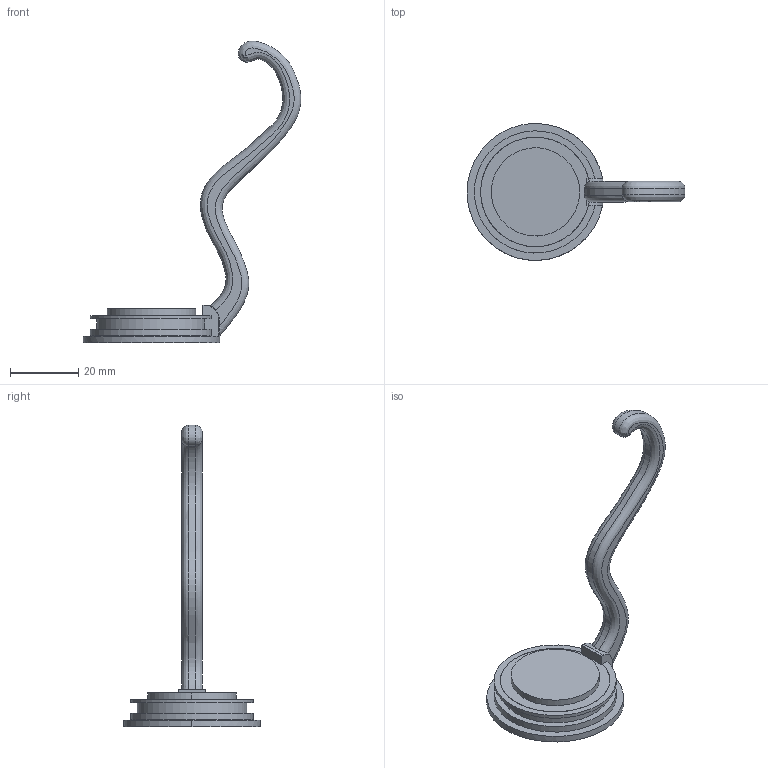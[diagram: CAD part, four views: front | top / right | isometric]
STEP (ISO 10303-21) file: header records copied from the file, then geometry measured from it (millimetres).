
FILE_DESCRIPTION(/* description */ (''),/* implementation_level */ '2;1');
FILE_NAME(/* name */ 'STE788F',/* time_stamp */ '2023-06-14T06:57:56+08:00',/* author */ (''),/* organization */ (''),/* preprocessor_version */ 'ST-DEVELOPER v16.5',/* originating_system */ '',/* authorisation */ '');
FILE_SCHEMA (('CONFIG_CONTROL_DESIGN'));
Length unit declared in the file: millimetre
Products named in the file (1): Document
Bounding box: 63.67 x 39.95 x 88.17 mm (x, y, z)
Volume: 12539.7 mm3; surface area: 6378.9 mm2
Topology: 1 solids, 1 shells, 32 faces, 83 edges, 54 vertices
Faces by surface type: plane 16, cylinder 11, bspline 5
Entity records: 3153 total; most frequent: CARTESIAN_POINT 2544, ORIENTED_EDGE 166, EDGE_CURVE 83, VERTEX_POINT 54, B_SPLINE_CURVE_WITH_KNOTS 49, EDGE_LOOP 33, ADVANCED_FACE 32, FACE_OUTER_BOUND 32
